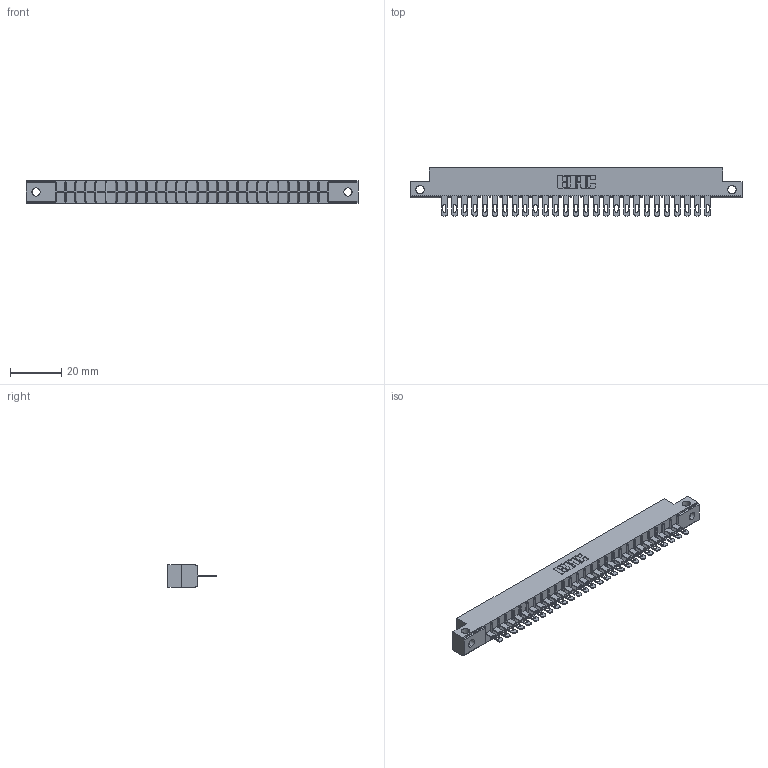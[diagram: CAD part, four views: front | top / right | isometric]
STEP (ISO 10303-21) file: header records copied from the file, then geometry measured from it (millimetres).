
FILE_DESCRIPTION (( 'STEP AP203' ), '1' );
FILE_NAME ('356-027-400-112.STEP', '2020-09-23T17:49:00', ( '' ), ( '' ), 'SwSTEP 2.0', 'SolidWorks 2020', '' );
FILE_SCHEMA (( 'CONFIG_CONTROL_DESIGN' ));
Length unit declared in the file: inch
Products named in the file (3): 306 Part_.128 Dia; 356-027-400-112; 306-290-001_100
Assembly tree (28 placements, depth 2):
  356-027-400-112
    306 Part_.128 Dia
    306-290-001_100  x27
Bounding box: 130 x 18.87 x 8.71 mm (x, y, z)
Volume: 8860.2 mm3; surface area: 13641.3 mm2
Topology: 28 solids, 28 shells, 2180 faces, 6157 edges, 3954 vertices
Faces by surface type: plane 1418, cylinder 654, sphere 108
Entity records: 27692 total; most frequent: CARTESIAN_POINT 4696, ORIENTED_EDGE 4610, DIRECTION 4571, EDGE_CURVE 2305, LINE 1777, VECTOR 1777, VERTEX_POINT 1458, AXIS2_PLACEMENT_3D 1397
